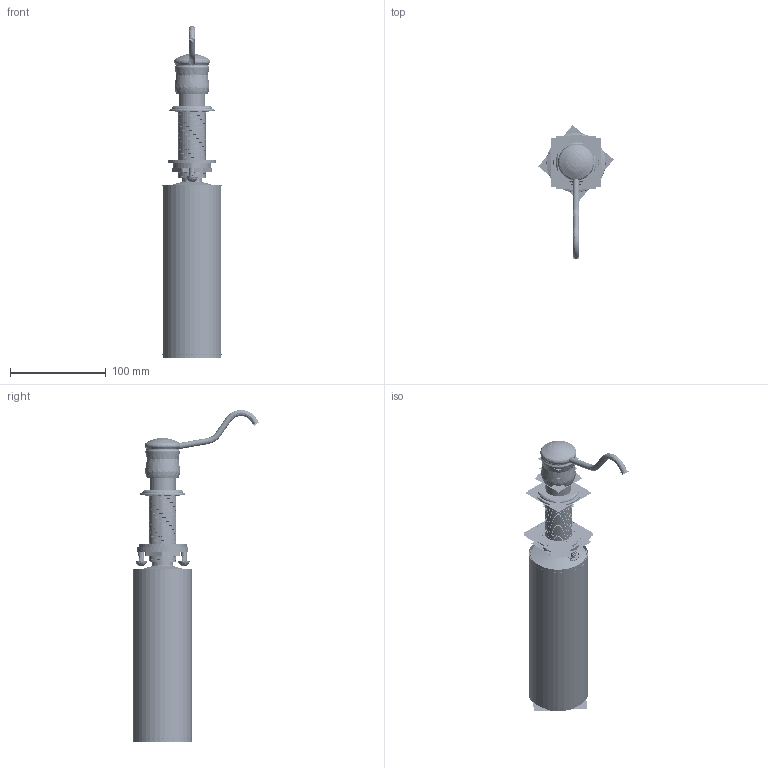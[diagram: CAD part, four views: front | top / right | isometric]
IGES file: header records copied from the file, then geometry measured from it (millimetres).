
Start section:  PTC IGES file: 127_asm.igs
Global section: file name: 127_asm.igs; native system: Creo Parametric by PTC Inc.; preprocessor: 2023134; author: NSantos; organization: Unknown; date: 20241209.105141; units: inch
Bounding box: 78.82 x 140.13 x 346.61 mm (x, y, z)
Surface area: 1037670.5 mm2 (no closed solid volume)
Topology: 0 solids, 0 shells, 1964 faces, 29117 edges, 38388 vertices
Faces by surface type: revolution 1210, bspline 754
